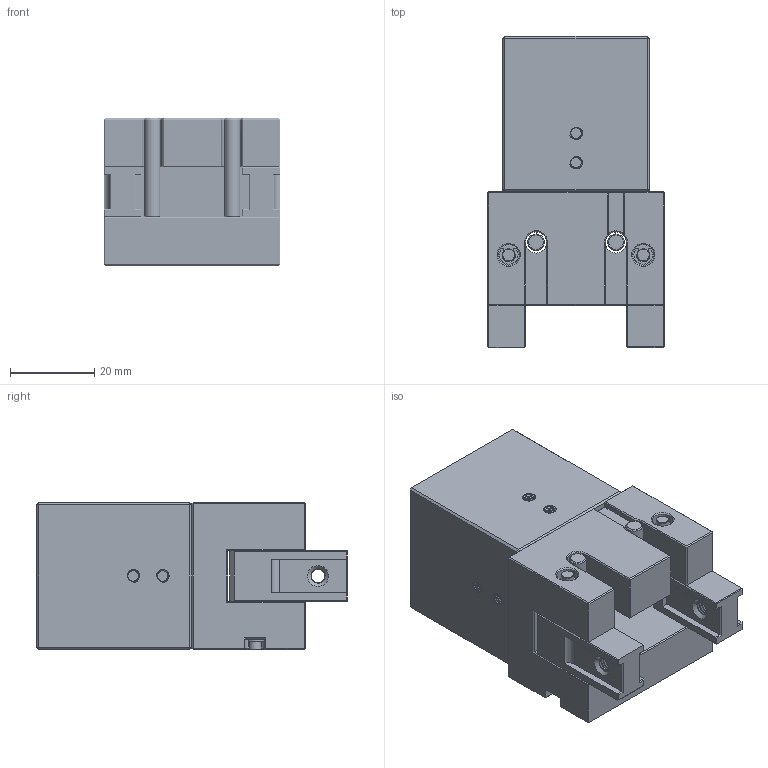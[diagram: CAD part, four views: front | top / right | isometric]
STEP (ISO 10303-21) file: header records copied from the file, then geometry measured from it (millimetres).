
FILE_DESCRIPTION(/* description */ (''),/* implementation_level */ '2;1');
FILE_NAME(/* name */ '1062c511-b761-4843-a5b5-cdeb27460ff4.stp',/* time_stamp */ '2021-10-22T07:08:06+00:00',/* author */ (''),/* organization */ (''),/* preprocessor_version */ 'ST-DEVELOPER v18.1',/* originating_system */ 'Autodesk Translation Framework v10.10.0.1391',/* authorisation */ '');
FILE_SCHEMA (('AUTOMOTIVE_DESIGN { 1 0 10303 214 3 1 1 }'));
Products named in the file (8): KZ 180/20; Upper body; Lower body; Gripper; Shaft_1; Shaft_2; Retaining_ring_3; Socket_head_screw_M3
Assembly tree (14 placements, depth 2):
  KZ 180/20
    Upper body
    Lower body
    Gripper  x2
    Shaft_1  x2
    Shaft_2  x2
    Retaining_ring_3  x4
    Socket_head_screw_M3  x2
Bounding box: 42 x 74 x 35 mm (x, y, z)
Volume: 76573.4 mm3; surface area: 24973.4 mm2
Topology: 14 solids, 14 shells, 922 faces, 2380 edges, 1518 vertices
Faces by surface type: cylinder 558, plane 284, cone 52, bspline 28
Full cylindrical faces by diameter (mm): 2 x8, 2.35 x46, 2.529 x42, 3 x60, 3.086 x36, 3.332 x36, 4 x2, 4.109 x16, 4.234 x10, 5 x4, 5.12 x8, 5.5 x4
Entity records: 47493 total; most frequent: CARTESIAN_POINT 31352, ORIENTED_EDGE 3718, DIRECTION 2614, EDGE_CURVE 1859, VERTEX_POINT 1183, AXIS2_PLACEMENT_3D 903, B_SPLINE_CURVE_WITH_KNOTS 854, LINE 808
